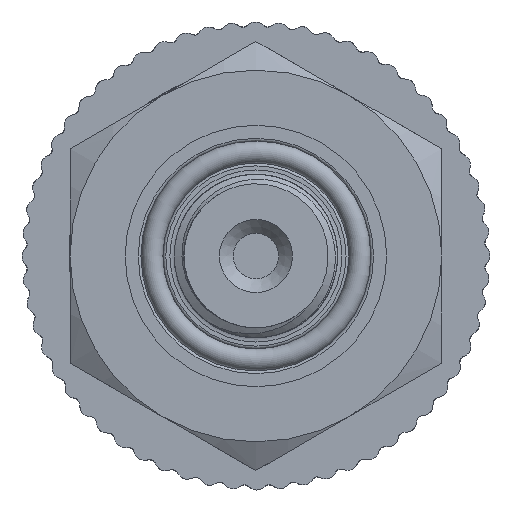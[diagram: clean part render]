
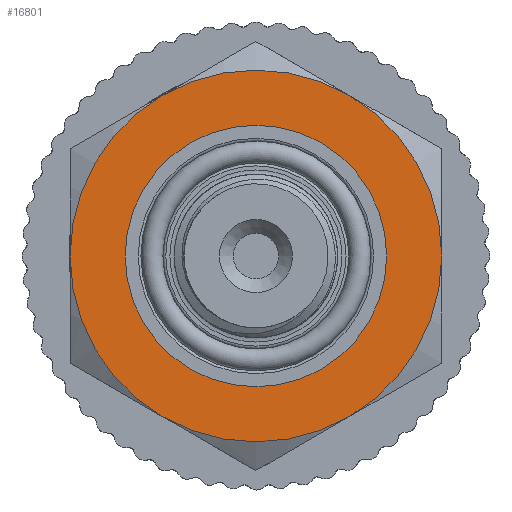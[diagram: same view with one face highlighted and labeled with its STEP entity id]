
A CAD part, left-side view. The second image highlights one B-rep face of the part: STEP entity #16801.
In plain terms, the highlighted face is planar.
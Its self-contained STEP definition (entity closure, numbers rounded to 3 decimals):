
#236=FACE_BOUND('',#2898,.T.);
#948=PLANE('',#17662);
#1917=FACE_OUTER_BOUND('',#2897,.T.);
#2897=EDGE_LOOP('',(#15715));
#2898=EDGE_LOOP('',(#15716));
#3190=CIRCLE('',#17625,13.5);
#3213=CIRCLE('',#17663,9.5);
#8027=VERTEX_POINT('',#52282);
#8045=VERTEX_POINT('',#52345);
#10573=EDGE_CURVE('',#8027,#8027,#3190,.T.);
#10603=EDGE_CURVE('',#8045,#8045,#3213,.T.);
#15715=ORIENTED_EDGE('',*,*,#10573,.T.);
#15716=ORIENTED_EDGE('',*,*,#10603,.F.);
#16801=ADVANCED_FACE('',(#1917,#236),#948,.T.);
#17625=AXIS2_PLACEMENT_3D('',#52283,#20117,#20118);
#17662=AXIS2_PLACEMENT_3D('',#52344,#20198,#20199);
#17663=AXIS2_PLACEMENT_3D('',#52346,#20200,#20201);
#20117=DIRECTION('center_axis',(1.,0.,0.));
#20118=DIRECTION('ref_axis',(0.,0.,-1.));
#20198=DIRECTION('center_axis',(1.,0.,0.));
#20199=DIRECTION('ref_axis',(0.,0.,-1.));
#20200=DIRECTION('center_axis',(1.,0.,0.));
#20201=DIRECTION('ref_axis',(0.,0.,-1.));
#52282=CARTESIAN_POINT('',(-14.,-13.5,0.));
#52283=CARTESIAN_POINT('Origin',(-14.,0.,0.));
#52344=CARTESIAN_POINT('Origin',(-14.,9.5,0.));
#52345=CARTESIAN_POINT('',(-14.,-9.5,0.));
#52346=CARTESIAN_POINT('Origin',(-14.,0.,0.));
